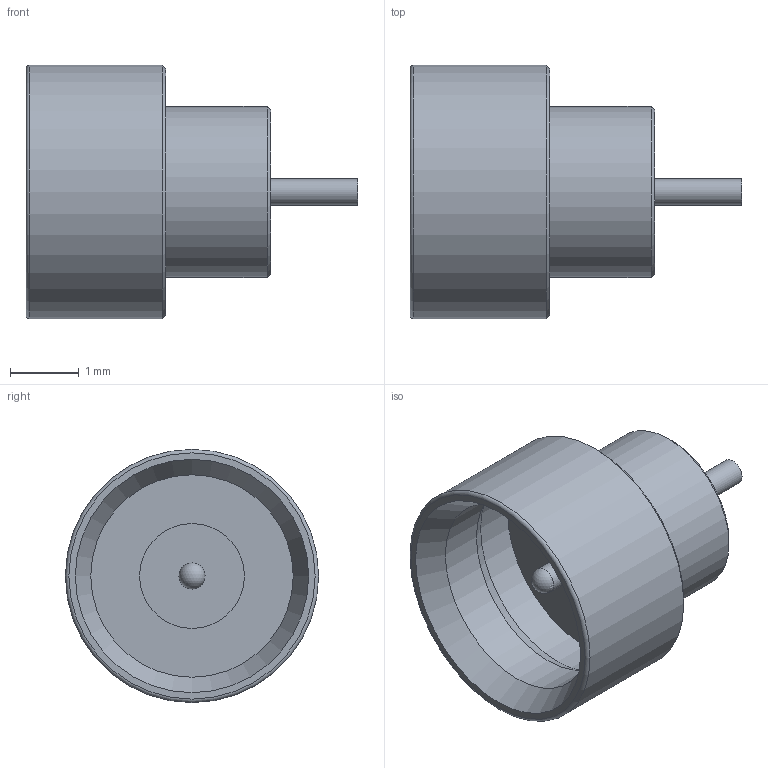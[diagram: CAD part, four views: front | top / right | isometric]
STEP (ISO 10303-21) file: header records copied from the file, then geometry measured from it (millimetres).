
FILE_DESCRIPTION (( 'STEP AP203' ), '1' );
FILE_NAME ('SC5276_3D.step', '2020-12-14T23:07:32', ( '' ), ( '' ), 'SwSTEP 2.0', 'SolidWorks 2018', '' );
FILE_SCHEMA (( 'CONFIG_CONTROL_DESIGN' ));
Length unit declared in the file: inch
Products named in the file (1): SC5276_3D
Bounding box: 4.83 x 3.68 x 3.68 mm (x, y, z)
Volume: 15.9 mm3; surface area: 75.8 mm2
Topology: 1 solids, 1 shells, 21 faces, 39 edges, 24 vertices
Faces by surface type: cylinder 8, plane 7, cone 4, sphere 1, torus 1
Full cylindrical faces by diameter (mm): 0.381 x2, 1.524 x1, 2.159 x1, 2.487 x1, 2.944 x1, 3.166 x1, 3.683 x1
Entity records: 493 total; most frequent: DIRECTION 84, CARTESIAN_POINT 62, AXIS2_PLACEMENT_3D 42, ORIENTED_EDGE 40, EDGE_LOOP 40, FACE_OUTER_BOUND 30, ADVANCED_FACE 21, EDGE_CURVE 20
